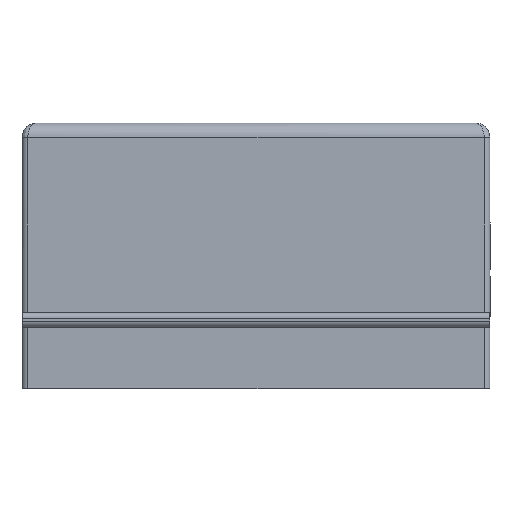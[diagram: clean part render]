
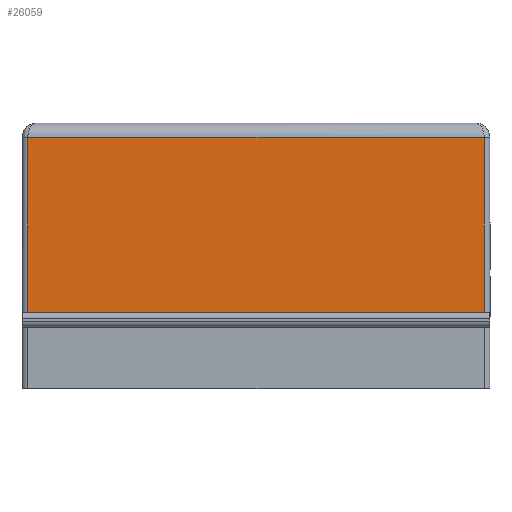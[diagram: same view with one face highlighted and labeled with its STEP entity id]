
A CAD part, top view. The second image highlights one B-rep face of the part: STEP entity #26059.
In plain terms, the highlighted planar face has unit normal (0, 0, 1).
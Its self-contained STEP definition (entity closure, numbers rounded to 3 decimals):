
#7 = CARTESIAN_POINT ( 'NONE',  ( -7.86, 4.075, 7. ) ) ;
#535 = EDGE_CURVE ( 'NONE', #1612, #22587, #10010, .T. ) ;
#937 = VECTOR ( 'NONE', #14234, 1000. ) ;
#1240 = VECTOR ( 'NONE', #18638, 1000. ) ;
#1612 = VERTEX_POINT ( 'NONE', #16158 ) ;
#3499 = CARTESIAN_POINT ( 'NONE',  ( -7.86, 4.075, 7. ) ) ;
#4960 = DIRECTION ( 'NONE',  ( 1., 0., 0. ) ) ;
#5221 = CARTESIAN_POINT ( 'NONE',  ( -7.86, -1.953, 7. ) ) ;
#5608 = CARTESIAN_POINT ( 'NONE',  ( 19.29, 4.075, 7. ) ) ;
#5616 = CARTESIAN_POINT ( 'NONE',  ( 7.86, -1.953, 7. ) ) ;
#5804 = LINE ( 'NONE', #3499, #19824 ) ;
#6502 = LINE ( 'NONE', #13157, #26869 ) ;
#6983 = ORIENTED_EDGE ( 'NONE', *, *, #535, .T. ) ;
#8030 = CARTESIAN_POINT ( 'NONE',  ( 7.86, 4.075, 7. ) ) ;
#10000 = ORIENTED_EDGE ( 'NONE', *, *, #10357, .T. ) ;
#10010 = LINE ( 'NONE', #5221, #1240 ) ;
#10357 = EDGE_CURVE ( 'NONE', #22587, #16872, #6502, .T. ) ;
#11014 = DIRECTION ( 'NONE',  ( 0., 0., 1. ) ) ;
#11112 = VERTEX_POINT ( 'NONE', #7 ) ;
#11165 = CARTESIAN_POINT ( 'NONE',  ( 5.715, 0., 7. ) ) ;
#12867 = EDGE_CURVE ( 'NONE', #16872, #11112, #24957, .T. ) ;
#13157 = CARTESIAN_POINT ( 'NONE',  ( 7.86, -1.953, 7. ) ) ;
#14234 = DIRECTION ( 'NONE',  ( -1., 0., 0. ) ) ;
#15399 = DIRECTION ( 'NONE',  ( 0., 1., 0. ) ) ;
#15704 = PLANE ( 'NONE',  #24225 ) ;
#16158 = CARTESIAN_POINT ( 'NONE',  ( -7.86, -1.953, 7. ) ) ;
#16872 = VERTEX_POINT ( 'NONE', #8030 ) ;
#18165 = EDGE_LOOP ( 'NONE', ( #6983, #10000, #25308, #20631 ) ) ;
#18638 = DIRECTION ( 'NONE',  ( 1., 0., 0. ) ) ;
#18919 = DIRECTION ( 'NONE',  ( 0., -1., 0. ) ) ;
#19824 = VECTOR ( 'NONE', #18919, 1000. ) ;
#20631 = ORIENTED_EDGE ( 'NONE', *, *, #22295, .T. ) ;
#22081 = FACE_OUTER_BOUND ( 'NONE', #18165, .T. ) ;
#22295 = EDGE_CURVE ( 'NONE', #11112, #1612, #5804, .T. ) ;
#22587 = VERTEX_POINT ( 'NONE', #5616 ) ;
#24225 = AXIS2_PLACEMENT_3D ( 'NONE', #11165, #11014, #4960 ) ;
#24957 = LINE ( 'NONE', #5608, #937 ) ;
#25308 = ORIENTED_EDGE ( 'NONE', *, *, #12867, .T. ) ;
#26059 = ADVANCED_FACE ( 'NONE', ( #22081 ), #15704, .T. ) ;
#26869 = VECTOR ( 'NONE', #15399, 1000. ) ;
